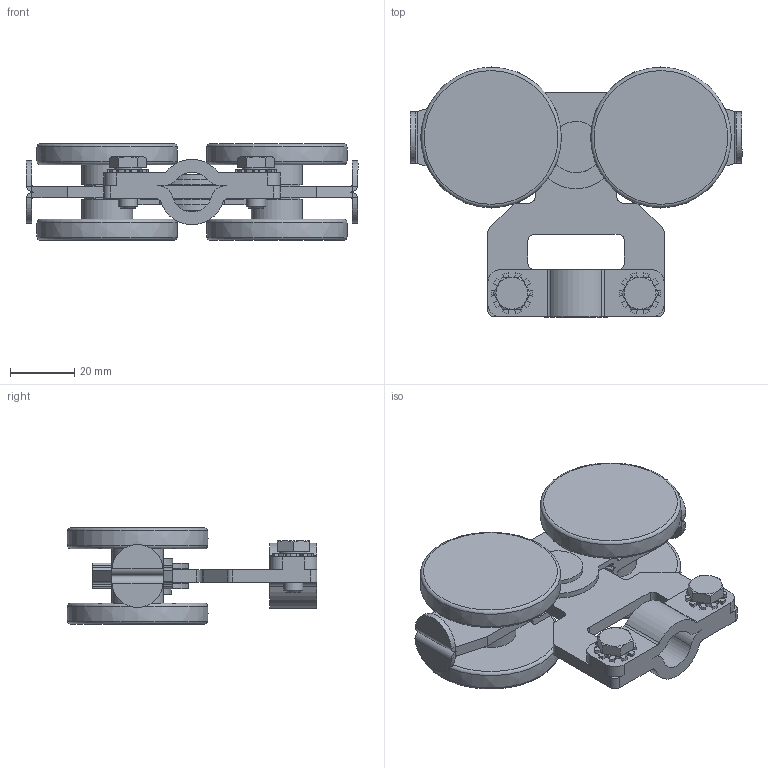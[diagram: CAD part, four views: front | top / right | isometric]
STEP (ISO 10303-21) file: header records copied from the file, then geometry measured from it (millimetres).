
FILE_DESCRIPTION(/* description */ (''),/* implementation_level */ '2;1');
FILE_NAME(/* name */ '2852.stp',/* time_stamp */ '2023-04-03T11:44:08+02:00',/* author */ ('Giuliano'),/* organization */ (''),/* preprocessor_version */ 'ST-DEVELOPER v18.1',/* originating_system */ 'Autodesk Inventor 2021',/* authorisation */ '');
FILE_SCHEMA (('AUTOMOTIVE_DESIGN { 1 0 10303 214 3 1 1 }'));
Length unit declared in the file: millimetre
Products named in the file (1): Pièce1
Bounding box: 103.6 x 78 x 30 mm (x, y, z)
Volume: 68892.6 mm3; surface area: 31868.5 mm2
Topology: 1 solids, 1 shells, 361 faces, 968 edges, 630 vertices
Faces by surface type: plane 168, cylinder 167, cone 14, torus 8, bspline 4
Full cylindrical faces by diameter (mm): 6 x2, 8.88 x2, 13.9 x2, 15 x1, 16 x5
Entity records: 11521 total; most frequent: CARTESIAN_POINT 2208, DIRECTION 2006, ORIENTED_EDGE 1936, EDGE_CURVE 968, AXIS2_PLACEMENT_3D 720, VERTEX_POINT 630, LINE 566, VECTOR 566
